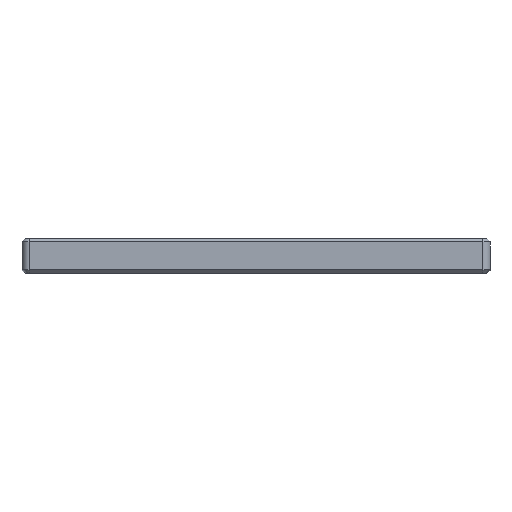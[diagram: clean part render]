
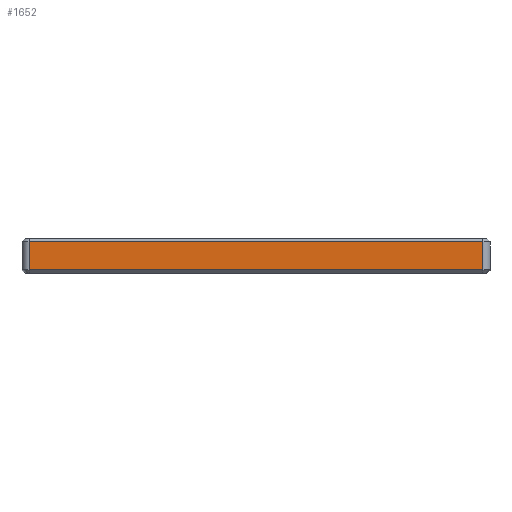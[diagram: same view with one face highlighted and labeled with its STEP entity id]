
A CAD part, top view. The second image highlights one B-rep face of the part: STEP entity #1652.
In plain terms, the highlighted planar face has unit normal (0, 0, 1).
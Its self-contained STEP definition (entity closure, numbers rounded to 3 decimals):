
#1 = CARTESIAN_POINT ( 'NONE',  ( 32.25, -4.5, 0. ) ) ;
#13 = EDGE_CURVE ( 'NONE', #2851, #2517, #1388, .T. ) ;
#284 = CARTESIAN_POINT ( 'NONE',  ( -32.25, -5., 0. ) ) ;
#341 = ORIENTED_EDGE ( 'NONE', *, *, #1878, .T. ) ;
#415 = CARTESIAN_POINT ( 'NONE',  ( 32.25, -4.5, 0. ) ) ;
#504 = VERTEX_POINT ( 'NONE', #2301 ) ;
#549 = CARTESIAN_POINT ( 'NONE',  ( 0., -5., 0. ) ) ;
#570 = EDGE_CURVE ( 'NONE', #762, #504, #1466, .T. ) ;
#630 = LINE ( 'NONE', #415, #2480 ) ;
#664 = ORIENTED_EDGE ( 'NONE', *, *, #570, .T. ) ;
#762 = VERTEX_POINT ( 'NONE', #1 ) ;
#775 = EDGE_CURVE ( 'NONE', #2517, #762, #630, .T. ) ;
#902 = LINE ( 'NONE', #2679, #1730 ) ;
#934 = VECTOR ( 'NONE', #1287, 1000. ) ;
#1136 = DIRECTION ( 'NONE',  ( -1., 0., 0. ) ) ;
#1174 = DIRECTION ( 'NONE',  ( 0., -1., 0. ) ) ;
#1287 = DIRECTION ( 'NONE',  ( 0., 1., 0. ) ) ;
#1388 = LINE ( 'NONE', #284, #2208 ) ;
#1466 = LINE ( 'NONE', #2337, #934 ) ;
#1642 = ORIENTED_EDGE ( 'NONE', *, *, #13, .T. ) ;
#1652 = ADVANCED_FACE ( 'NONE', ( #2007 ), #1857, .T. ) ;
#1662 = DIRECTION ( 'NONE',  ( 1., 0., 0. ) ) ;
#1730 = VECTOR ( 'NONE', #1136, 1000. ) ;
#1857 = PLANE ( 'NONE',  #2094 ) ;
#1878 = EDGE_CURVE ( 'NONE', #504, #2851, #902, .T. ) ;
#1966 = CARTESIAN_POINT ( 'NONE',  ( -32.25, -0.5, 0. ) ) ;
#2007 = FACE_OUTER_BOUND ( 'NONE', #2103, .T. ) ;
#2094 = AXIS2_PLACEMENT_3D ( 'NONE', #549, #2131, #1662 ) ;
#2103 = EDGE_LOOP ( 'NONE', ( #664, #341, #1642, #2202 ) ) ;
#2131 = DIRECTION ( 'NONE',  ( 0., 0., 1. ) ) ;
#2193 = DIRECTION ( 'NONE',  ( 1., 0., 0. ) ) ;
#2202 = ORIENTED_EDGE ( 'NONE', *, *, #775, .T. ) ;
#2208 = VECTOR ( 'NONE', #1174, 1000. ) ;
#2301 = CARTESIAN_POINT ( 'NONE',  ( 32.25, -0.5, 0. ) ) ;
#2337 = CARTESIAN_POINT ( 'NONE',  ( 32.25, 0., 0. ) ) ;
#2480 = VECTOR ( 'NONE', #2193, 1000. ) ;
#2517 = VERTEX_POINT ( 'NONE', #2568 ) ;
#2568 = CARTESIAN_POINT ( 'NONE',  ( -32.25, -4.5, 0. ) ) ;
#2679 = CARTESIAN_POINT ( 'NONE',  ( 0., -0.5, 0. ) ) ;
#2851 = VERTEX_POINT ( 'NONE', #1966 ) ;
